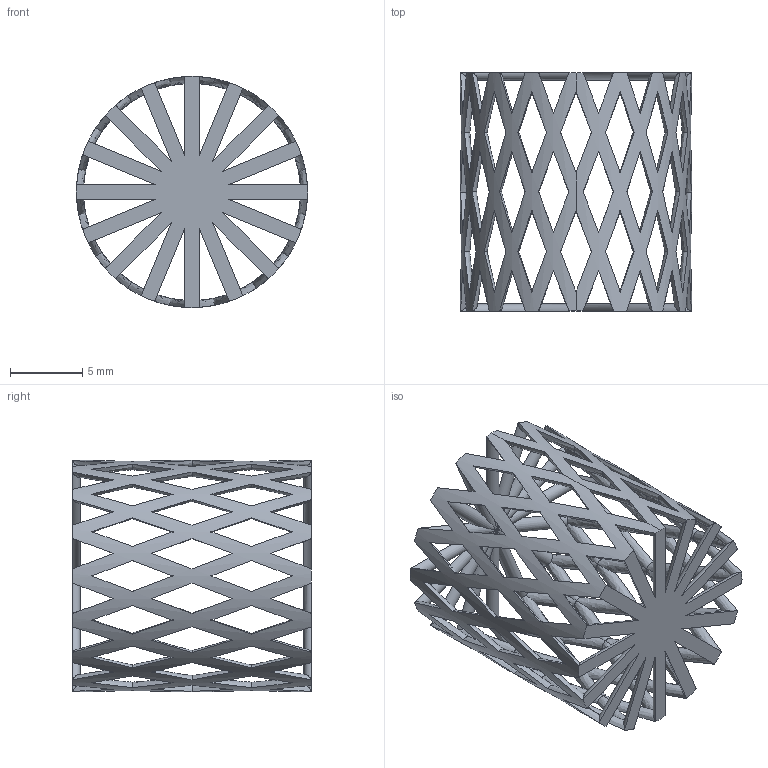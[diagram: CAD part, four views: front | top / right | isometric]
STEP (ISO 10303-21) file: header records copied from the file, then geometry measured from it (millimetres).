
FILE_DESCRIPTION (( 'STEP AP214' ), '1' );
FILE_NAME ('cubito_barril_hilo_ansys.STEP', '2018-04-20T21:04:14', ( '' ), ( '' ), 'SwSTEP 2.0', 'SolidWorks 2015', '' );
FILE_SCHEMA (( 'AUTOMOTIVE_DESIGN' ));
Length unit declared in the file: millimetre
Products named in the file (1): cubito_barril_hilo_ansys
Bounding box: 16 x 16.5 x 16 mm (x, y, z)
Volume: 257.7 mm3; surface area: 1612.3 mm2
Topology: 1 solids, 1 shells, 164 faces, 746 edges, 470 vertices
Faces by surface type: bspline 128, cylinder 34, plane 2
Entity records: 18552 total; most frequent: CARTESIAN_POINT 14469, ORIENTED_EDGE 1492, EDGE_CURVE 746, VERTEX_POINT 470, B_SPLINE_CURVE_WITH_KNOTS 256, DIRECTION 216, EDGE_LOOP 208, ADVANCED_FACE 164
